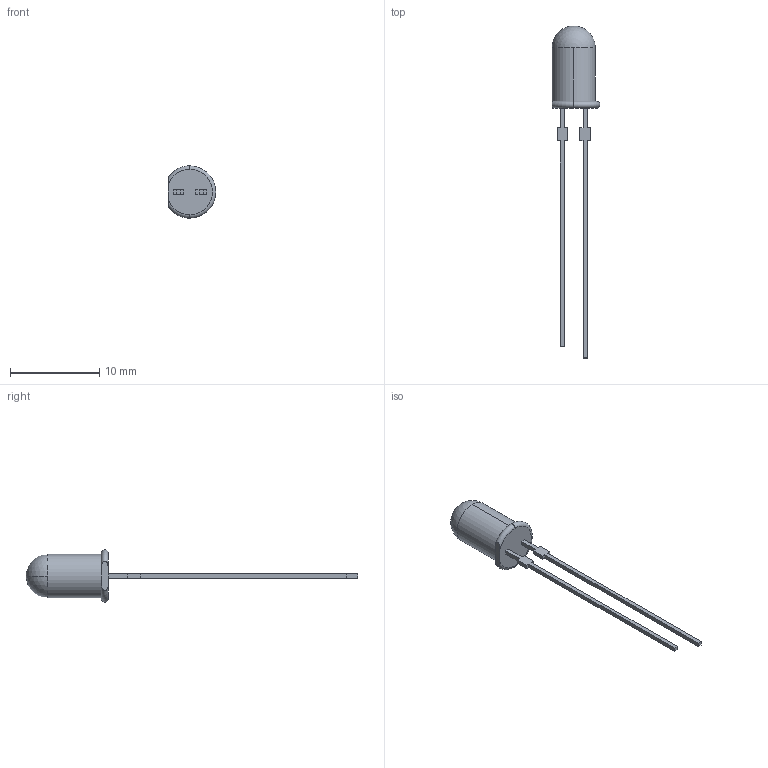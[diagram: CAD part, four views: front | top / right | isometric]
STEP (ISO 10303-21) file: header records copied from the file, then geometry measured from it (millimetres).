
FILE_DESCRIPTION (( 'STEP AP214' ), '1' );
FILE_NAME ('HLMP-D155.STEP', '2018-10-20T03:02:16', ( '' ), ( '' ), 'SwSTEP 2.0', 'SolidWorks 2017', '' );
FILE_SCHEMA (( 'AUTOMOTIVE_DESIGN' ));
Length unit declared in the file: millimetre
Products named in the file (1): HLMP-D155
Bounding box: 5.34 x 37.12 x 5.85 mm (x, y, z)
Volume: 170.6 mm3; surface area: 276.5 mm2
Topology: 3 solids, 3 shells, 38 faces, 98 edges, 64 vertices
Faces by surface type: plane 31, torus 3, cylinder 2, sphere 2
Entity records: 1219 total; most frequent: CARTESIAN_POINT 233, ORIENTED_EDGE 192, DIRECTION 189, EDGE_CURVE 96, VECTOR 77, LINE 77, VERTEX_POINT 64, AXIS2_PLACEMENT_3D 56
